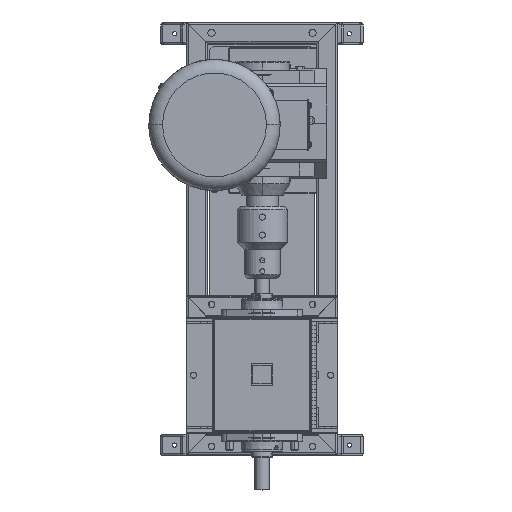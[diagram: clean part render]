
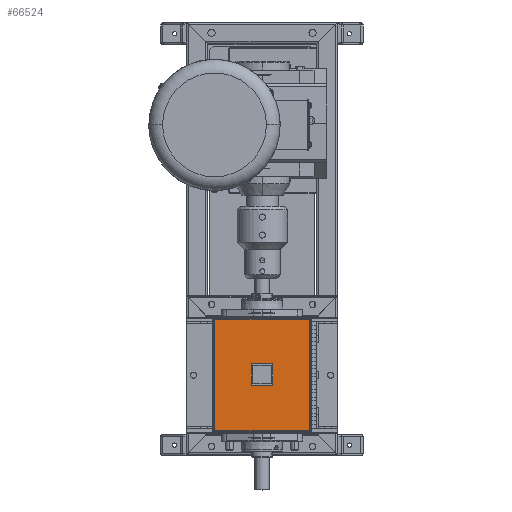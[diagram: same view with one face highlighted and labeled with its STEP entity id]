
A CAD part, top view. The second image highlights one B-rep face of the part: STEP entity #66524.
In plain terms, the highlighted planar face has unit normal (0, 0, 1).
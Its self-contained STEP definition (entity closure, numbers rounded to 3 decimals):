
#66215=CARTESIAN_POINT('Vertex',(15.,15.,6.)) ;
#66220=CARTESIAN_POINT('Line Origine',(0.,15.,6.)) ;
#66224=CARTESIAN_POINT('Vertex',(-15.,15.,6.)) ;
#66316=CARTESIAN_POINT('Line Origine',(-15.,0.,6.)) ;
#66320=CARTESIAN_POINT('Vertex',(-15.,-15.,6.)) ;
#66344=CARTESIAN_POINT('Vertex',(15.,-15.,6.)) ;
#66347=CARTESIAN_POINT('Line Origine',(15.,0.,6.)) ;
#66364=CARTESIAN_POINT('Line Origine',(0.,-15.,6.)) ;
#66472=CARTESIAN_POINT('Axis2P3D Location',(0.,0.,6.)) ;
#66484=CARTESIAN_POINT('Line Origine',(0.,65.5,6.)) ;
#66488=CARTESIAN_POINT('Vertex',(77.,65.5,6.)) ;
#66490=CARTESIAN_POINT('Vertex',(-77.,65.5,6.)) ;
#66493=CARTESIAN_POINT('Line Origine',(-77.,0.,6.)) ;
#66497=CARTESIAN_POINT('Vertex',(-77.,-65.5,6.)) ;
#66500=CARTESIAN_POINT('Line Origine',(0.,-65.5,6.)) ;
#66504=CARTESIAN_POINT('Vertex',(77.,-65.5,6.)) ;
#66507=CARTESIAN_POINT('Line Origine',(77.,0.,6.)) ;
#66221=DIRECTION('Vector Direction',(1.,0.,0.)) ;
#66317=DIRECTION('Vector Direction',(0.,1.,0.)) ;
#66348=DIRECTION('Vector Direction',(0.,-1.,0.)) ;
#66365=DIRECTION('Vector Direction',(-1.,0.,0.)) ;
#66473=DIRECTION('Axis2P3D Direction',(0.,0.,1.)) ;
#66474=DIRECTION('Axis2P3D XDirection',(1.,0.,0.)) ;
#66485=DIRECTION('Vector Direction',(1.,0.,0.)) ;
#66494=DIRECTION('Vector Direction',(0.,1.,0.)) ;
#66501=DIRECTION('Vector Direction',(-1.,0.,0.)) ;
#66508=DIRECTION('Vector Direction',(0.,-1.,0.)) ;
#66475=AXIS2_PLACEMENT_3D('Plane Axis2P3D',#66472,#66473,#66474) ;
#66513=ORIENTED_EDGE('',*,*,#66492,.T.) ;
#66514=ORIENTED_EDGE('',*,*,#66499,.T.) ;
#66515=ORIENTED_EDGE('',*,*,#66506,.T.) ;
#66516=ORIENTED_EDGE('',*,*,#66511,.T.) ;
#66519=ORIENTED_EDGE('',*,*,#66368,.F.) ;
#66520=ORIENTED_EDGE('',*,*,#66322,.F.) ;
#66521=ORIENTED_EDGE('',*,*,#66226,.F.) ;
#66522=ORIENTED_EDGE('',*,*,#66351,.F.) ;
#66523=FACE_BOUND('',#66518,.T.) ;
#66222=VECTOR('Line Direction',#66221,1.) ;
#66318=VECTOR('Line Direction',#66317,1.) ;
#66349=VECTOR('Line Direction',#66348,1.) ;
#66366=VECTOR('Line Direction',#66365,1.) ;
#66486=VECTOR('Line Direction',#66485,1.) ;
#66495=VECTOR('Line Direction',#66494,1.) ;
#66502=VECTOR('Line Direction',#66501,1.) ;
#66509=VECTOR('Line Direction',#66508,1.) ;
#66524=ADVANCED_FACE('Hauptk\X2\00F6\X0\rper',(#66517,#66523),#66476,.T.) ;
#66226=EDGE_CURVE('',#66216,#66225,#66223,.F.) ;
#66322=EDGE_CURVE('',#66225,#66321,#66319,.F.) ;
#66351=EDGE_CURVE('',#66345,#66216,#66350,.F.) ;
#66368=EDGE_CURVE('',#66321,#66345,#66367,.F.) ;
#66492=EDGE_CURVE('',#66489,#66491,#66487,.F.) ;
#66499=EDGE_CURVE('',#66491,#66498,#66496,.F.) ;
#66506=EDGE_CURVE('',#66498,#66505,#66503,.F.) ;
#66511=EDGE_CURVE('',#66505,#66489,#66510,.F.) ;
#66512=EDGE_LOOP('',(#66513,#66514,#66515,#66516)) ;
#66518=EDGE_LOOP('',(#66519,#66520,#66521,#66522)) ;
#66517=FACE_OUTER_BOUND('',#66512,.T.) ;
#66223=LINE('Line',#66220,#66222) ;
#66319=LINE('Line',#66316,#66318) ;
#66350=LINE('Line',#66347,#66349) ;
#66367=LINE('Line',#66364,#66366) ;
#66487=LINE('Line',#66484,#66486) ;
#66496=LINE('Line',#66493,#66495) ;
#66503=LINE('Line',#66500,#66502) ;
#66510=LINE('Line',#66507,#66509) ;
#66476=PLANE('Plane',#66475) ;
#66216=VERTEX_POINT('',#66215) ;
#66225=VERTEX_POINT('',#66224) ;
#66321=VERTEX_POINT('',#66320) ;
#66345=VERTEX_POINT('',#66344) ;
#66489=VERTEX_POINT('',#66488) ;
#66491=VERTEX_POINT('',#66490) ;
#66498=VERTEX_POINT('',#66497) ;
#66505=VERTEX_POINT('',#66504) ;
